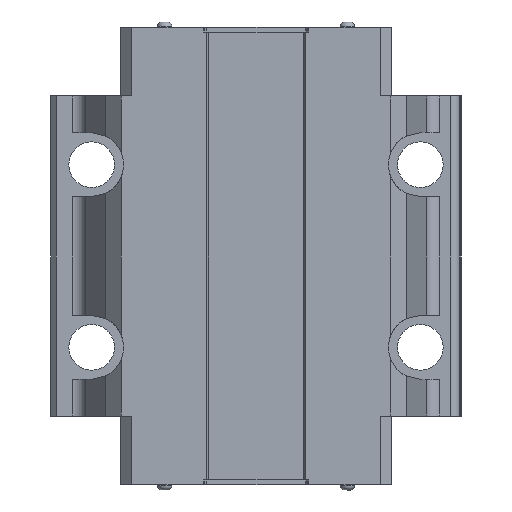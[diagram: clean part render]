
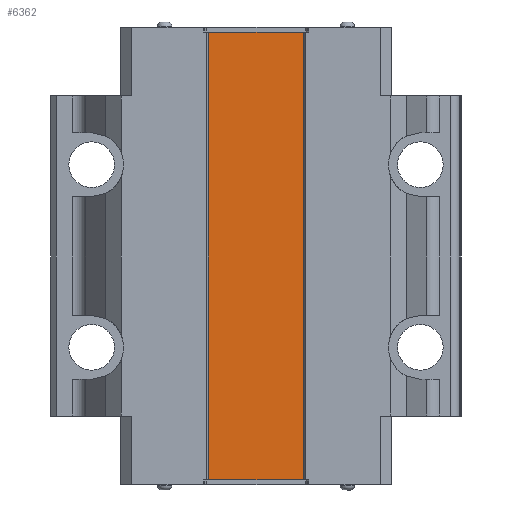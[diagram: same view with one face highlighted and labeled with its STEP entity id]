
A CAD part, front view. The second image highlights one B-rep face of the part: STEP entity #6362.
In plain terms, the highlighted planar face has unit normal (0, -1, 0).
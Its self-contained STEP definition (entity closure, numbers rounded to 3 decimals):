
#3292 = DIRECTION ( 'NONE',  ( 0., 0., 1. ) ) ;
#3293 = VECTOR ( 'NONE', #3292, 1000. ) ;
#3294 = CARTESIAN_POINT ( 'NONE',  ( 11.259, -0.1, 14. ) ) ;
#3295 = LINE ( 'NONE', #3294, #3293 ) ;
#3314 = CARTESIAN_POINT ( 'NONE',  ( -11.259, -0.1, 14. ) ) ;
#3381 = CARTESIAN_POINT ( 'NONE',  ( 11.259, -0.1, -84.1 ) ) ;
#3404 = CARTESIAN_POINT ( 'NONE',  ( -11.259, -0.1, -84.1 ) ) ;
#3427 = DIRECTION ( 'NONE',  ( 0., 0., -1. ) ) ;
#3428 = VECTOR ( 'NONE', #3427, 1000. ) ;
#3429 = CARTESIAN_POINT ( 'NONE',  ( -11.259, -0.1, 14. ) ) ;
#3430 = LINE ( 'NONE', #3429, #3428 ) ;
#3614 = CARTESIAN_POINT ( 'NONE',  ( 11.259, -0.1, 14. ) ) ;
#3768 = LINE ( 'NONE', #3829, #3828 ) ;
#3799 = PLANE ( 'NONE',  #3862 ) ;
#3800 = FACE_OUTER_BOUND ( 'NONE', #6363, .T. ) ;
#3801 = DIRECTION ( 'NONE',  ( 1., 0., 0. ) ) ;
#3802 = VECTOR ( 'NONE', #3801, 1000. ) ;
#3803 = CARTESIAN_POINT ( 'NONE',  ( 0., -0.1, -84.1 ) ) ;
#3804 = LINE ( 'NONE', #3803, #3802 ) ;
#3827 = DIRECTION ( 'NONE',  ( 1., 0., 0. ) ) ;
#3828 = VECTOR ( 'NONE', #3827, 1000. ) ;
#3829 = CARTESIAN_POINT ( 'NONE',  ( 0., -0.1, 14. ) ) ;
#3859 = DIRECTION ( 'NONE',  ( 0., 0., -1. ) ) ;
#3860 = DIRECTION ( 'NONE',  ( 0., -1., 0. ) ) ;
#3861 = CARTESIAN_POINT ( 'NONE',  ( -11.259, -0.1, 14. ) ) ;
#3862 = AXIS2_PLACEMENT_3D ( 'NONE', #3861, #3860, #3859 ) ;
#4092 = ORIENTED_EDGE ( 'NONE', *, *, #6155, .T. ) ;
#6092 = EDGE_CURVE ( 'NONE', #6148, #6255, #3295, .T. ) ;
#6115 = VERTEX_POINT ( 'NONE', #3314 ) ;
#6148 = VERTEX_POINT ( 'NONE', #3381 ) ;
#6155 = EDGE_CURVE ( 'NONE', #6115, #6167, #3430, .T. ) ;
#6167 = VERTEX_POINT ( 'NONE', #3404 ) ;
#6255 = VERTEX_POINT ( 'NONE', #3614 ) ;
#6344 = EDGE_CURVE ( 'NONE', #6115, #6255, #3768, .T. ) ;
#6357 = ORIENTED_EDGE ( 'NONE', *, *, #6092, .T. ) ;
#6358 = ORIENTED_EDGE ( 'NONE', *, *, #6344, .F. ) ;
#6359 = EDGE_CURVE ( 'NONE', #6167, #6148, #3804, .T. ) ;
#6361 = ORIENTED_EDGE ( 'NONE', *, *, #6359, .T. ) ;
#6362 = ADVANCED_FACE ( 'NONE', ( #3800 ), #3799, .T. ) ;
#6363 = EDGE_LOOP ( 'NONE', ( #6361, #6357, #6358, #4092 ) ) ;
